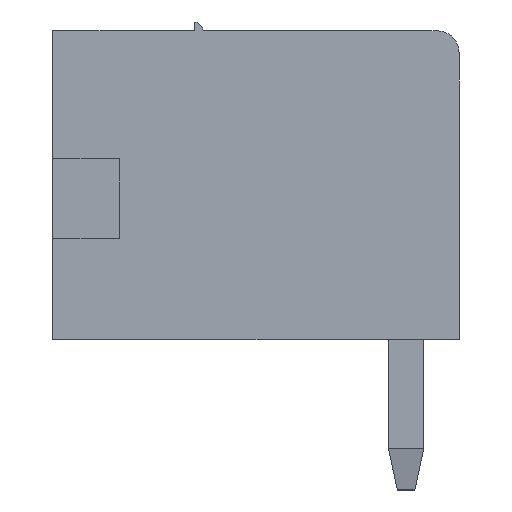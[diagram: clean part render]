
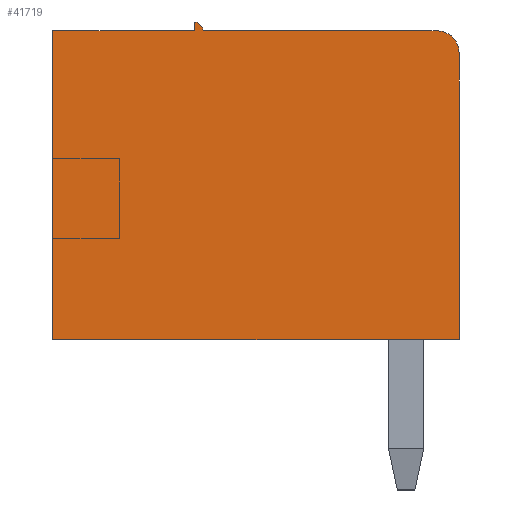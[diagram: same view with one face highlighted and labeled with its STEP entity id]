
A CAD part, left-side view. The second image highlights one B-rep face of the part: STEP entity #41719.
In plain terms, the highlighted planar face has unit normal (-1, 0, 0).
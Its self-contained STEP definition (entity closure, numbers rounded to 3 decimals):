
#152 = CARTESIAN_POINT ( 'NONE',  ( 0., 6., 7. ) ) ;
#1328 = ORIENTED_EDGE ( 'NONE', *, *, #35774, .T. ) ;
#1451 = CARTESIAN_POINT ( 'NONE',  ( 0., 9.2, 7. ) ) ;
#1648 = VERTEX_POINT ( 'NONE', #38657 ) ;
#1685 = LINE ( 'NONE', #1451, #19136 ) ;
#1823 = CARTESIAN_POINT ( 'NONE',  ( 0., 0.5, 6.5 ) ) ;
#1947 = VERTEX_POINT ( 'NONE', #33679 ) ;
#2305 = VECTOR ( 'NONE', #6817, 1000. ) ;
#2723 = ORIENTED_EDGE ( 'NONE', *, *, #12419, .T. ) ;
#4426 = CARTESIAN_POINT ( 'NONE',  ( 0., 9.2, 7. ) ) ;
#4468 = LINE ( 'NONE', #37209, #13137 ) ;
#6167 = EDGE_CURVE ( 'NONE', #23382, #34327, #1685, .T. ) ;
#6185 = DIRECTION ( 'NONE',  ( 0., 0., -1. ) ) ;
#6509 = DIRECTION ( 'NONE',  ( 0., 0., 1. ) ) ;
#6817 = DIRECTION ( 'NONE',  ( 0., -1., 0. ) ) ;
#6997 = ORIENTED_EDGE ( 'NONE', *, *, #10435, .F. ) ;
#8098 = EDGE_CURVE ( 'NONE', #1947, #17167, #19096, .T. ) ;
#8482 = CARTESIAN_POINT ( 'NONE',  ( 0., 6., 7. ) ) ;
#9531 = VECTOR ( 'NONE', #6185, 1000. ) ;
#9988 = EDGE_LOOP ( 'NONE', ( #2723, #13352, #41144, #1328, #15005, #26618, #6997, #28595 ) ) ;
#10035 = CIRCLE ( 'NONE', #38306, 0.2 ) ;
#10435 = EDGE_CURVE ( 'NONE', #17322, #1648, #4468, .T. ) ;
#11346 = EDGE_CURVE ( 'NONE', #30690, #34327, #33249, .T. ) ;
#11474 = DIRECTION ( 'NONE',  ( -1., 0., 0. ) ) ;
#12380 = CARTESIAN_POINT ( 'NONE',  ( 0., 5.8, 7. ) ) ;
#12419 = EDGE_CURVE ( 'NONE', #35379, #30690, #14576, .T. ) ;
#12678 = CARTESIAN_POINT ( 'NONE',  ( 0., 6., 7. ) ) ;
#13137 = VECTOR ( 'NONE', #20801, 1000. ) ;
#13352 = ORIENTED_EDGE ( 'NONE', *, *, #11346, .T. ) ;
#14560 = DIRECTION ( 'NONE',  ( 0., -1., 0. ) ) ;
#14576 = LINE ( 'NONE', #30997, #20760 ) ;
#15005 = ORIENTED_EDGE ( 'NONE', *, *, #8098, .T. ) ;
#17167 = VERTEX_POINT ( 'NONE', #152 ) ;
#17322 = VERTEX_POINT ( 'NONE', #36374 ) ;
#17534 = DIRECTION ( 'NONE',  ( 0., 0., -1. ) ) ;
#19096 = LINE ( 'NONE', #12678, #9531 ) ;
#19136 = VECTOR ( 'NONE', #14560, 1000. ) ;
#20173 = CARTESIAN_POINT ( 'NONE',  ( 0., 0., 6.5 ) ) ;
#20197 = CARTESIAN_POINT ( 'NONE',  ( 0., 9.2, 0. ) ) ;
#20505 = EDGE_CURVE ( 'NONE', #1648, #17167, #39673, .T. ) ;
#20760 = VECTOR ( 'NONE', #27786, 1000. ) ;
#20801 = DIRECTION ( 'NONE',  ( 0., 0., 1. ) ) ;
#22063 = DIRECTION ( 'NONE',  ( -1., 0., 0. ) ) ;
#22508 = CARTESIAN_POINT ( 'NONE',  ( 0., 0.5, 7. ) ) ;
#23232 = DIRECTION ( 'NONE',  ( 0., -1., 0. ) ) ;
#23382 = VERTEX_POINT ( 'NONE', #12380 ) ;
#25767 = AXIS2_PLACEMENT_3D ( 'NONE', #4426, #30712, #17534 ) ;
#26308 = CARTESIAN_POINT ( 'NONE',  ( 0., 0., 0. ) ) ;
#26618 = ORIENTED_EDGE ( 'NONE', *, *, #20505, .F. ) ;
#27786 = DIRECTION ( 'NONE',  ( 0., 0., 1. ) ) ;
#28297 = VECTOR ( 'NONE', #23232, 1000. ) ;
#28595 = ORIENTED_EDGE ( 'NONE', *, *, #38669, .T. ) ;
#30272 = PLANE ( 'NONE',  #25767 ) ;
#30690 = VERTEX_POINT ( 'NONE', #20173 ) ;
#30712 = DIRECTION ( 'NONE',  ( 1., 0., 0. ) ) ;
#30997 = CARTESIAN_POINT ( 'NONE',  ( 0., 0., 7. ) ) ;
#33249 = CIRCLE ( 'NONE', #34608, 0.5 ) ;
#33679 = CARTESIAN_POINT ( 'NONE',  ( 0., 6., 7.2 ) ) ;
#34327 = VERTEX_POINT ( 'NONE', #22508 ) ;
#34377 = FACE_OUTER_BOUND ( 'NONE', #9988, .T. ) ;
#34608 = AXIS2_PLACEMENT_3D ( 'NONE', #1823, #11474, #41235 ) ;
#35379 = VERTEX_POINT ( 'NONE', #26308 ) ;
#35774 = EDGE_CURVE ( 'NONE', #23382, #1947, #10035, .T. ) ;
#35972 = CARTESIAN_POINT ( 'NONE',  ( 0., 9.2, 7. ) ) ;
#36374 = CARTESIAN_POINT ( 'NONE',  ( 0., 9.2, 0. ) ) ;
#37055 = LINE ( 'NONE', #20197, #28297 ) ;
#37209 = CARTESIAN_POINT ( 'NONE',  ( 0., 9.2, 7. ) ) ;
#38306 = AXIS2_PLACEMENT_3D ( 'NONE', #8482, #22063, #6509 ) ;
#38657 = CARTESIAN_POINT ( 'NONE',  ( 0., 9.2, 7. ) ) ;
#38669 = EDGE_CURVE ( 'NONE', #17322, #35379, #37055, .T. ) ;
#39673 = LINE ( 'NONE', #35972, #2305 ) ;
#41144 = ORIENTED_EDGE ( 'NONE', *, *, #6167, .F. ) ;
#41235 = DIRECTION ( 'NONE',  ( 0., 0., -1. ) ) ;
#41719 = ADVANCED_FACE ( 'NONE', ( #34377 ), #30272, .F. ) ;
